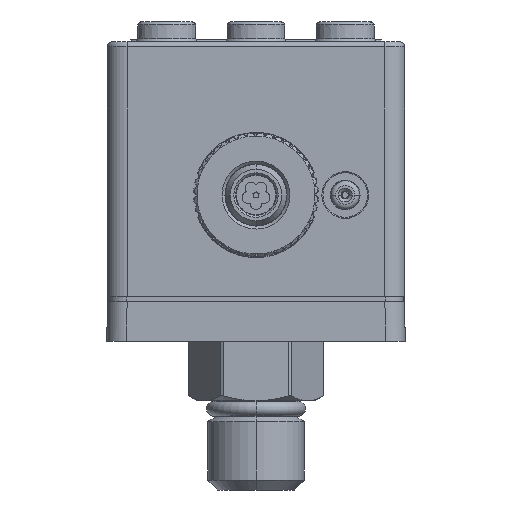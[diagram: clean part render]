
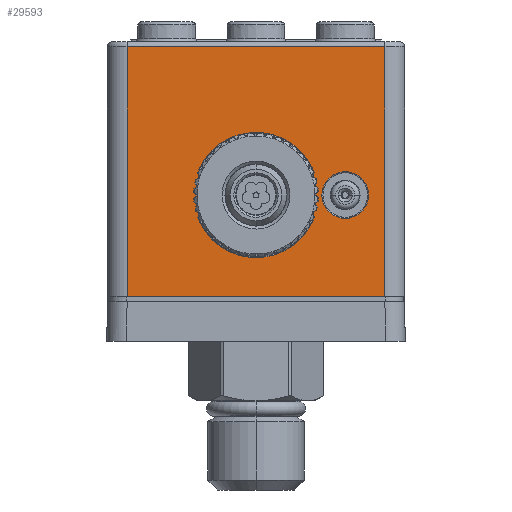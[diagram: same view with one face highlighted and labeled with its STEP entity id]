
A CAD part, front view. The second image highlights one B-rep face of the part: STEP entity #29593.
In plain terms, the highlighted planar face has unit normal (0, -1, 0).
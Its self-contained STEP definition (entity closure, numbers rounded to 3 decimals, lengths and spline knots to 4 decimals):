
#5228=CARTESIAN_POINT('',(0.1874,-0.5906,
0.4889));
#5229=DIRECTION('',(0.,1.,0.));
#5230=DIRECTION('',(1.,0.,-0.017));
#5231=AXIS2_PLACEMENT_3D('',#5228,#5229,#5230);
#5263=CARTESIAN_POINT('',(0.1874,-0.5906,
0.6725));
#5264=DIRECTION('',(0.,1.,0.));
#5265=DIRECTION('',(0.898,0.,0.44));
#5266=AXIS2_PLACEMENT_3D('',#5263,#5264,#5265);
#5797=CARTESIAN_POINT('',(-0.1874,-0.5906,
0.6725));
#5798=DIRECTION('',(0.,1.,0.));
#5799=DIRECTION('',(-1.,0.,0.017));
#5800=AXIS2_PLACEMENT_3D('',#5797,#5798,#5799);
#5827=CARTESIAN_POINT('',(-0.1874,-0.5906,
0.4889));
#5828=DIRECTION('',(0.,1.,0.));
#5829=DIRECTION('',(-0.898,0.,-0.44));
#5830=AXIS2_PLACEMENT_3D('',#5827,#5828,#5829);
#5832=DIRECTION('',(1.,0.,0.));
#5833=VECTOR('',#5832,1.0236);
#5834=CARTESIAN_POINT('',(-0.5118,-0.5906,
0.1772));
#5835=LINE('',#5834,#5833);
#5836=DIRECTION('',(0.,0.,-1.));
#5837=VECTOR('',#5836,0.9921);
#5838=CARTESIAN_POINT('',(-0.5118,-0.5906,
1.1693));
#5839=LINE('',#5838,#5837);
#5840=DIRECTION('',(1.,0.,0.));
#5841=VECTOR('',#5840,1.0236);
#5842=CARTESIAN_POINT('',(-0.5118,-0.5906,
1.1693));
#5843=LINE('',#5842,#5841);
#5844=DIRECTION('',(0.,0.,-1.));
#5845=VECTOR('',#5844,0.9921);
#5846=CARTESIAN_POINT('',(0.5118,-0.5906,
1.1693));
#5847=LINE('',#5846,#5845);
#5848=CARTESIAN_POINT('',(0.,-0.5906,0.5807));
#5849=DIRECTION('',(0.,-1.,0.));
#5850=DIRECTION('',(-0.898,0.,-0.44));
#5851=AXIS2_PLACEMENT_3D('',#5848,#5849,#5850);
#5853=DIRECTION('',(-0.017,0.,-1.));
#5854=VECTOR('',#5853,0.0925);
#5855=CARTESIAN_POINT('',(0.2283,-0.5906,
0.5807));
#5856=LINE('',#5855,#5854);
#5857=DIRECTION('',(0.017,0.,-1.));
#5858=VECTOR('',#5857,0.0925);
#5859=CARTESIAN_POINT('',(0.2267,-0.5906,
0.6732));
#5860=LINE('',#5859,#5858);
#5861=CARTESIAN_POINT('',(0.,-0.5906,0.5807));
#5862=DIRECTION('',(0.,-1.,0.));
#5863=DIRECTION('',(0.898,0.,0.44));
#5864=AXIS2_PLACEMENT_3D('',#5861,#5862,#5863);
#5866=DIRECTION('',(0.017,0.,1.));
#5867=VECTOR('',#5866,0.0925);
#5868=CARTESIAN_POINT('',(-0.2283,-0.5906,
0.5807));
#5869=LINE('',#5868,#5867);
#5870=DIRECTION('',(-0.017,0.,1.));
#5871=VECTOR('',#5870,0.0925);
#5872=CARTESIAN_POINT('',(-0.2267,-0.5906,
0.4882));
#5873=LINE('',#5872,#5871);
#5874=CARTESIAN_POINT('',(0.3543,-0.5906,
0.5807));
#5875=DIRECTION('',(0.,1.,0.));
#5876=DIRECTION('',(-1.,0.,0.));
#5877=AXIS2_PLACEMENT_3D('',#5874,#5875,#5876);
#5879=CARTESIAN_POINT('',(0.3543,-0.5906,
0.5807));
#5880=DIRECTION('',(0.,1.,0.));
#5881=DIRECTION('',(1.,0.,0.));
#5882=AXIS2_PLACEMENT_3D('',#5879,#5880,#5881);
#22370=CARTESIAN_POINT('',(-0.5118,-0.5906,
0.1772));
#22371=CARTESIAN_POINT('',(0.5118,-0.5906,
0.1772));
#22372=VERTEX_POINT('',#22370);
#22373=VERTEX_POINT('',#22371);
#22394=CARTESIAN_POINT('',(0.5118,-0.5906,
1.1693));
#22395=VERTEX_POINT('',#22394);
#22400=CARTESIAN_POINT('',(-0.5118,-0.5906,
1.1693));
#22401=VERTEX_POINT('',#22400);
#22486=CARTESIAN_POINT('',(0.2617,-0.5906,
0.5807));
#22487=CARTESIAN_POINT('',(0.447,-0.5906,
0.5807));
#22488=VERTEX_POINT('',#22486);
#22489=VERTEX_POINT('',#22487);
#22672=CARTESIAN_POINT('',(0.2283,-0.5906,
0.5807));
#22673=VERTEX_POINT('',#22672);
#22683=CARTESIAN_POINT('',(0.2267,-0.5906,
0.6732));
#22684=VERTEX_POINT('',#22683);
#22685=CARTESIAN_POINT('',(0.2267,-0.5906,
0.4882));
#22686=VERTEX_POINT('',#22685);
#22687=CARTESIAN_POINT('',(0.2227,-0.5906,
0.6899));
#22688=VERTEX_POINT('',#22687);
#22689=CARTESIAN_POINT('',(0.2227,-0.5906,
0.4716));
#22690=VERTEX_POINT('',#22689);
#22698=CARTESIAN_POINT('',(-0.2227,-0.5906,
0.6899));
#22699=VERTEX_POINT('',#22698);
#22700=CARTESIAN_POINT('',(-0.2227,-0.5906,
0.4716));
#22701=VERTEX_POINT('',#22700);
#22712=CARTESIAN_POINT('',(-0.2267,-0.5906,
0.4882));
#22713=CARTESIAN_POINT('',(-0.2283,-0.5906,
0.5807));
#22714=VERTEX_POINT('',#22712);
#22715=VERTEX_POINT('',#22713);
#22716=CARTESIAN_POINT('',(-0.2267,-0.5906,
0.6732));
#22717=VERTEX_POINT('',#22716);
#29560=CARTESIAN_POINT('',(-0.5906,-0.5906,
0.1142));
#29561=DIRECTION('',(0.,-1.,0.));
#29562=DIRECTION('',(1.,0.,0.));
#29563=AXIS2_PLACEMENT_3D('',#29560,#29561,#29562);
#29564=PLANE('',#29563);
#29566=ORIENTED_EDGE('',*,*,#29565,.F.);
#29568=ORIENTED_EDGE('',*,*,#29567,.F.);
#29570=ORIENTED_EDGE('',*,*,#29569,.T.);
#29572=ORIENTED_EDGE('',*,*,#29571,.T.);
#29573=EDGE_LOOP('',(#29566,#29568,#29570,#29572));
#29574=FACE_OUTER_BOUND('',#29573,.F.);
#29575=ORIENTED_EDGE('',*,*,#28411,.T.);
#29576=ORIENTED_EDGE('',*,*,#29014,.F.);
#29577=ORIENTED_EDGE('',*,*,#29029,.F.);
#29578=ORIENTED_EDGE('',*,*,#29043,.F.);
#29579=ORIENTED_EDGE('',*,*,#29058,.F.);
#29580=ORIENTED_EDGE('',*,*,#29213,.T.);
#29581=ORIENTED_EDGE('',*,*,#29513,.F.);
#29582=ORIENTED_EDGE('',*,*,#29527,.F.);
#29583=ORIENTED_EDGE('',*,*,#29542,.F.);
#29584=ORIENTED_EDGE('',*,*,#29555,.F.);
#29585=EDGE_LOOP('',(#29575,#29576,#29577,#29578,#29579,#29580,#29581,#29582,
#29583,#29584));
#29586=FACE_BOUND('',#29585,.F.);
#29588=ORIENTED_EDGE('',*,*,#29587,.F.);
#29590=ORIENTED_EDGE('',*,*,#29589,.F.);
#29591=EDGE_LOOP('',(#29588,#29590));
#29592=FACE_BOUND('',#29591,.F.);
#29593=ADVANCED_FACE('',(#29574,#29586,#29592),#29564,.T.);
#5232=CIRCLE('',#5231,0.0394);
#5267=CIRCLE('',#5266,0.0394);
#5801=CIRCLE('',#5800,0.0394);
#5831=CIRCLE('',#5830,0.0394);
#5852=CIRCLE('',#5851,0.248);
#5865=CIRCLE('',#5864,0.248);
#5878=CIRCLE('',#5877,0.0927);
#5883=CIRCLE('',#5882,0.0927);
#28411=EDGE_CURVE('',#22701,#22690,#5852,.T.);
#29014=EDGE_CURVE('',#22686,#22690,#5232,.T.);
#29029=EDGE_CURVE('',#22673,#22686,#5856,.T.);
#29043=EDGE_CURVE('',#22684,#22673,#5860,.T.);
#29058=EDGE_CURVE('',#22688,#22684,#5267,.T.);
#29213=EDGE_CURVE('',#22688,#22699,#5865,.T.);
#29513=EDGE_CURVE('',#22717,#22699,#5801,.T.);
#29527=EDGE_CURVE('',#22715,#22717,#5869,.T.);
#29542=EDGE_CURVE('',#22714,#22715,#5873,.T.);
#29555=EDGE_CURVE('',#22701,#22714,#5831,.T.);
#29565=EDGE_CURVE('',#22372,#22373,#5835,.T.);
#29567=EDGE_CURVE('',#22401,#22372,#5839,.T.);
#29569=EDGE_CURVE('',#22401,#22395,#5843,.T.);
#29571=EDGE_CURVE('',#22395,#22373,#5847,.T.);
#29587=EDGE_CURVE('',#22488,#22489,#5878,.T.);
#29589=EDGE_CURVE('',#22489,#22488,#5883,.T.);
